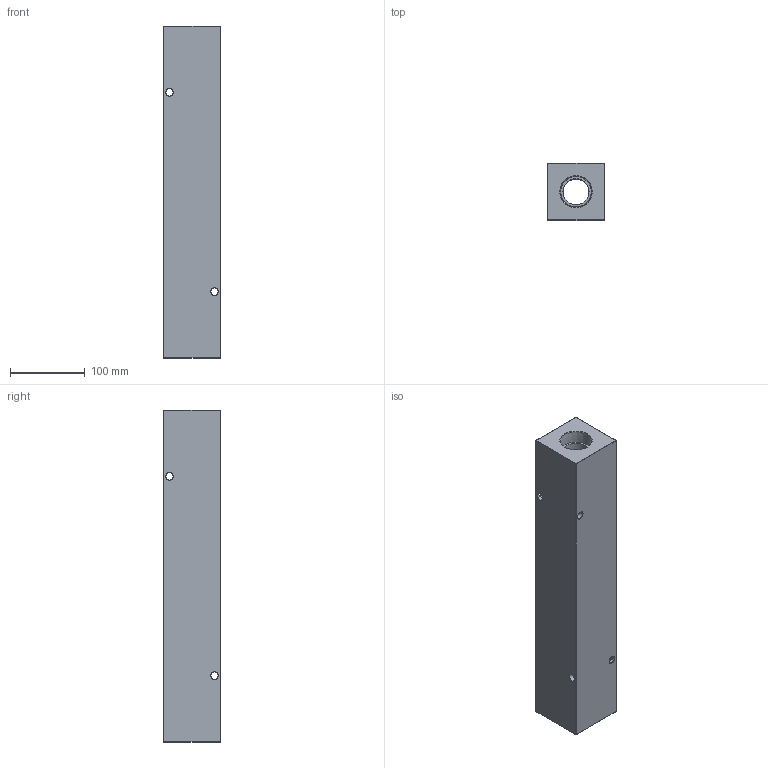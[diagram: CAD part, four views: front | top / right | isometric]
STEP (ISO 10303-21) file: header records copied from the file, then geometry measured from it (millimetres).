
FILE_DESCRIPTION (( 'STEP AP203' ), '1' );
FILE_NAME ('HM-5-90-P-20-20.STEP', '2020-11-06T17:33:08', ( '' ), ( '' ), 'SwSTEP 2.0', 'SolidWorks 2019', '' );
FILE_SCHEMA (( 'CONFIG_CONTROL_DESIGN' ));
Length unit declared in the file: inch
Products named in the file (1): HM-5-90-P-20-20
Bounding box: 76.2 x 76.2 x 444.5 mm (x, y, z)
Volume: 1832222.3 mm3; surface area: 217602.1 mm2
Topology: 1 solids, 1 shells, 567 faces, 1485 edges, 966 vertices
Faces by surface type: plane 274, bspline 206, cone 44, cylinder 43
Entity records: 28594 total; most frequent: CARTESIAN_POINT 15911, ORIENTED_EDGE 2970, DIRECTION 1903, EDGE_CURVE 1485, VERTEX_POINT 966, VECTOR 875, LINE 875, EDGE_LOOP 647
